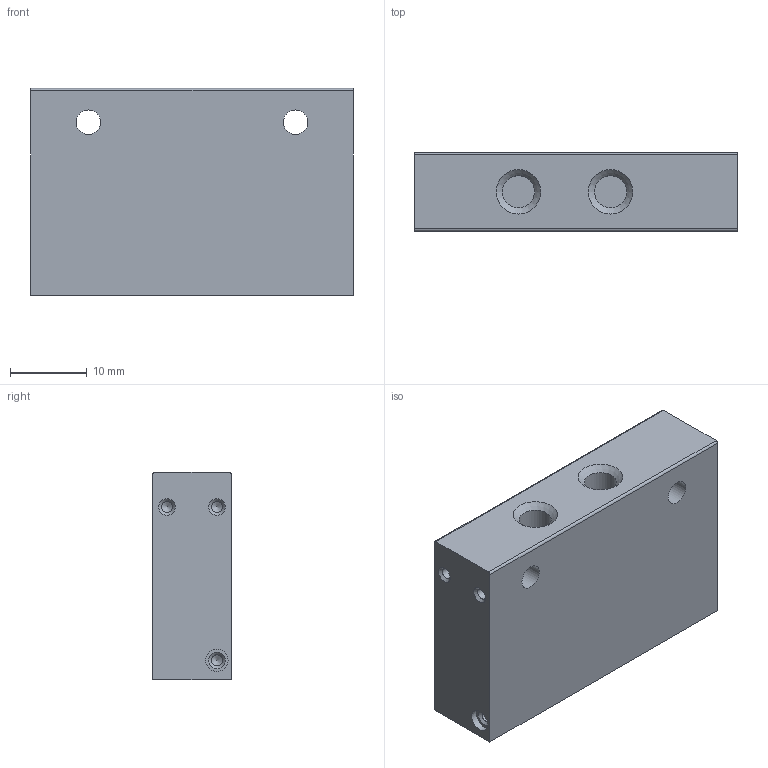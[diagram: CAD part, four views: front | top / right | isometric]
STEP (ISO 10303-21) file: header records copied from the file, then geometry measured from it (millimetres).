
FILE_DESCRIPTION(/* description */ (''),/* implementation_level */ '2;1');
FILE_NAME(/* name */ '00736424_GEHAEUSE_VUVG-L-10-...-M5.1.1.ipt.step',/* time_stamp */ '2014-01-07T11:21:52-08:00',/* author */ ('s-2512170'),/* organization */ (''),/* preprocessor_version */ 'ST-DEVELOPER v15.2',/* originating_system */ 'Autodesk Inventor 2014',/* authorisation */ '');
FILE_SCHEMA (('AUTOMOTIVE_DESIGN { 1 0 10303 214 3 1 1 }'));
Length unit declared in the file: millimetre
Products named in the file (1): 00736424_GEHAEUSE_VUVG-L-10-...-M5.1.1
Bounding box: 42 x 10.25 x 27 mm (x, y, z)
Volume: 10988.5 mm3; surface area: 4322.9 mm2
Topology: 1 solids, 1 shells, 55 faces, 124 edges, 78 vertices
Faces by surface type: cylinder 25, cone 17, plane 13
Full cylindrical faces by diameter (mm): 1.45 x12, 2.9 x2, 3.2 x2, 4.2 x7
Entity records: 1284 total; most frequent: DIRECTION 232, CARTESIAN_POINT 184, ORIENTED_EDGE 134, AXIS2_PLACEMENT_3D 109, EDGE_LOOP 106, EDGE_CURVE 67, VERTEX_POINT 61, STYLED_ITEM 56
